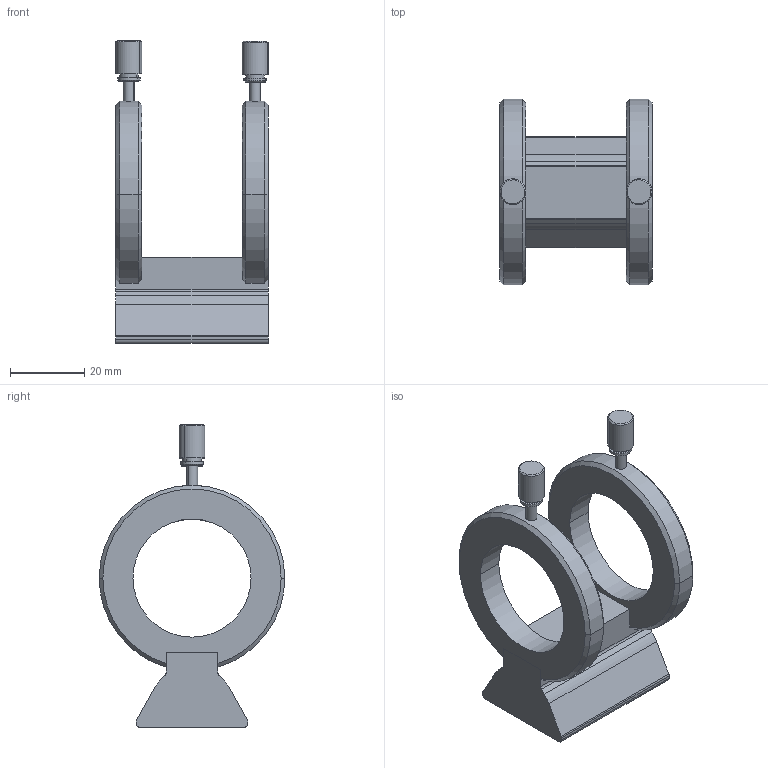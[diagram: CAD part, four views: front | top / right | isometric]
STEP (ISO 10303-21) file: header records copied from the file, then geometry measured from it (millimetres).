
FILE_DESCRIPTION (( 'STEP AP214' ), '1' );
FILE_NAME ('絳陎噩盓殤.STEP', '2024-11-19T09:48:36', ( 'zy' ), ( 'Microsoft' ), 'SwSTEP 2.0', 'SolidWorks 2014', '' );
FILE_SCHEMA (( 'AUTOMOTIVE_DESIGN' ));
Length unit declared in the file: millimetre
Products named in the file (4): 三角架1_ü1_默认1___è_; 导星镜支架μ_§_ü|ì__ì_¨1; M3X12手拧螺钉（导星镜支架）_D__μ_§_ü￡__默认_|ì__ì_¨1_ê____è_; 三角架2_ü2_默认2___è_
Assembly tree (5 placements, depth 2):
  导星镜支架μ_§_ü|ì__ì_¨1
    三角架1_ü1_默认1___è_  x2
    三角架2_ü2_默认2___è_
    M3X12手拧螺钉（导星镜支架）_D__μ_§_ü￡__默认_|ì__ì_¨1_ê____è_  x2
Bounding box: 41 x 50 x 81.58 mm (x, y, z)
Volume: 33548.7 mm3; surface area: 14384.2 mm2
Topology: 7 solids, 8 shells, 135 faces, 298 edges, 192 vertices
Faces by surface type: cylinder 62, plane 49, cone 24
Entity records: 2785 total; most frequent: CARTESIAN_POINT 540, DIRECTION 474, ORIENTED_EDGE 400, EDGE_CURVE 200, AXIS2_PLACEMENT_3D 186, VERTEX_POINT 130, EDGE_LOOP 104, LINE 102
